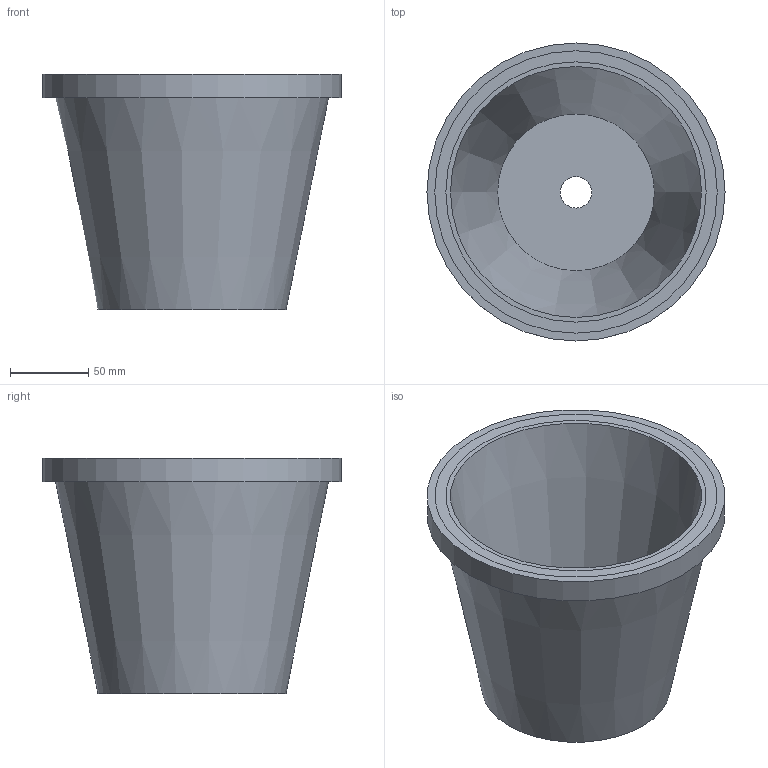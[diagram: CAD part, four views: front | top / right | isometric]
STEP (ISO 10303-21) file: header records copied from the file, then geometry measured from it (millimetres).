
FILE_DESCRIPTION(('FreeCAD Model'),'2;1');
FILE_NAME('Test.step', '2017-06-19T13:08:13',('Author'),(''), 'Open CASCADE STEP processor 6.8','FreeCAD','Unknown');
FILE_SCHEMA(('AUTOMOTIVE_DESIGN_CC2 { 1 2 10303 214 -1 1 5 4 }'));
Length unit declared in the file: millimetre
Products named in the file (2): ASSEMBLY; Blumentopf
Assembly tree (1 placements, depth 2):
  ASSEMBLY
    Blumentopf
Bounding box: 190 x 190 x 150 mm (x, y, z)
Volume: 781879.6 mm3; surface area: 164676.7 mm2
Topology: 1 solids, 1 shells, 10 faces, 14 edges, 10 vertices
Faces by surface type: plane 6, cylinder 2, cone 2
Full cylindrical faces by diameter (mm): 20 x1, 190 x1
Entity records: 473 total; most frequent: CARTESIAN_POINT 112, DIRECTION 68, ORIENTED_EDGE 28, PCURVE 28, DEFINITIONAL_REPRESENTATION 28, AXIS2_PLACEMENT_3D 22, LINE 20, VECTOR 20
